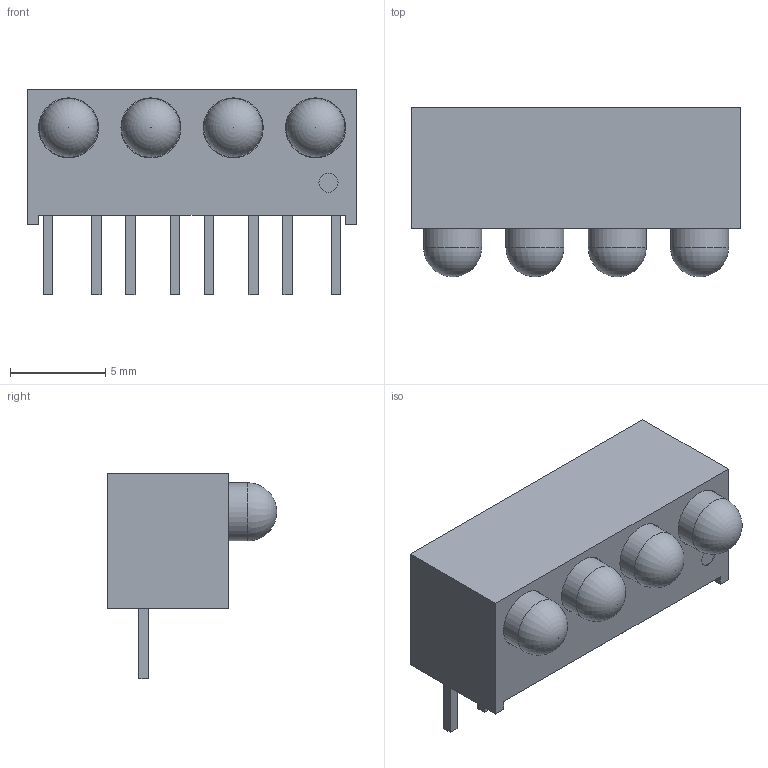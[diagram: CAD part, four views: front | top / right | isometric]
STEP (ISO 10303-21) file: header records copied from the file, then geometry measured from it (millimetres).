
FILE_DESCRIPTION(/* description */ ('Unknown'),/* implementation_level */ '2;1');
FILE_NAME(/* name */ '5510207004F',/* time_stamp */ '2025-03-04T10:05:15+02:00',/* author */ ('Unknown'),/* organization */ ('Unknown'),/* preprocessor_version */ 'ST-DEVELOPER v19.4',/* originating_system */ 'Solid Edge',/* authorisation */ 'Unknown');
FILE_SCHEMA (('AUTOMOTIVE_DESIGN {1 0 10303 214 3 1 1}'));
Length unit declared in the file: millimetre
Products named in the file (1): 5510207004F
Bounding box: 17.27 x 8.89 x 10.79 mm (x, y, z)
Volume: 796.4 mm3; surface area: 697.4 mm2
Topology: 1 solids, 1 shells, 72 faces, 159 edges, 106 vertices
Faces by surface type: plane 59, cylinder 9, torus 4
Full cylindrical faces by diameter (mm): 1 x1, 3.05 x4, 3.15 x4
Entity records: 2393 total; most frequent: CARTESIAN_POINT 317, DIRECTION 310, ORIENTED_EDGE 284, EDGE_CURVE 142, LINE 120, VECTOR 120, VERTEX_POINT 102, EDGE_LOOP 102
